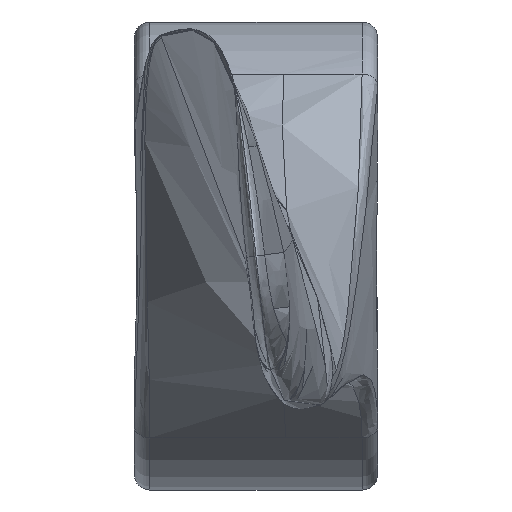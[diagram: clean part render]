
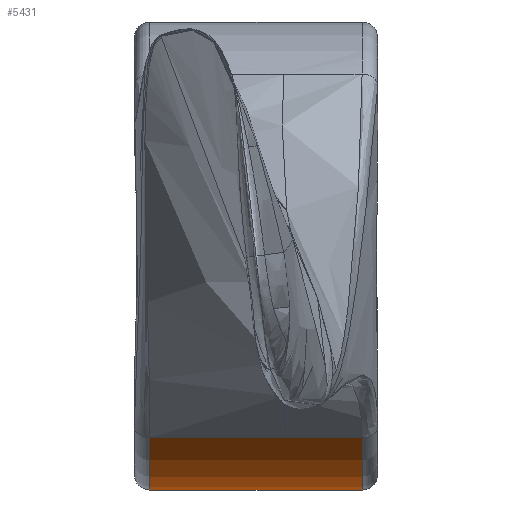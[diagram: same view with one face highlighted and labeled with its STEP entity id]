
A CAD part, front view. The second image highlights one B-rep face of the part: STEP entity #5431.
In plain terms, the highlighted cylindrical face has radius 7.5 mm (diameter 15 mm), a partial arc.
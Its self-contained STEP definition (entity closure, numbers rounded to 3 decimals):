
#2073=CARTESIAN_POINT('Vertex',(3.4,-4.714,-5.833)) ;
#2076=CARTESIAN_POINT('Axis2P3D Location',(3.4,0.,0.)) ;
#2080=CARTESIAN_POINT('Vertex',(3.4,0.,-7.5)) ;
#3730=CARTESIAN_POINT('Vertex',(-3.4,-4.714,-5.833)) ;
#3748=CARTESIAN_POINT('Axis2P3D Location',(-3.4,0.,0.)) ;
#3752=CARTESIAN_POINT('Vertex',(-3.4,0.,-7.5)) ;
#5402=CARTESIAN_POINT('Axis2P3D Location',(0.,0.,0.)) ;
#5407=CARTESIAN_POINT('Line Origine',(0.,-4.714,-5.833)) ;
#5411=CARTESIAN_POINT('Vertex',(0.955,-4.714,-5.833)) ;
#5414=CARTESIAN_POINT('Line Origine',(0.,-4.714,-5.833)) ;
#5419=CARTESIAN_POINT('Line Origine',(0.,0.,-7.5)) ;
#2077=DIRECTION('Axis2P3D Direction',(1.,0.,0.)) ;
#3749=DIRECTION('Axis2P3D Direction',(1.,0.,0.)) ;
#5403=DIRECTION('Axis2P3D Direction',(1.,0.,0.)) ;
#5404=DIRECTION('Axis2P3D XDirection',(0.,-1.,0.)) ;
#5408=DIRECTION('Vector Direction',(1.,0.,0.)) ;
#5415=DIRECTION('Vector Direction',(1.,0.,0.)) ;
#5420=DIRECTION('Vector Direction',(1.,0.,0.)) ;
#2078=AXIS2_PLACEMENT_3D('Circle Axis2P3D',#2076,#2077,$) ;
#3750=AXIS2_PLACEMENT_3D('Circle Axis2P3D',#3748,#3749,$) ;
#5405=AXIS2_PLACEMENT_3D('Cylinder Axis2P3D',#5402,#5403,#5404) ;
#5425=ORIENTED_EDGE('',*,*,#2082,.F.) ;
#5426=ORIENTED_EDGE('',*,*,#5413,.F.) ;
#5427=ORIENTED_EDGE('',*,*,#5418,.F.) ;
#5428=ORIENTED_EDGE('',*,*,#3754,.T.) ;
#5429=ORIENTED_EDGE('',*,*,#5423,.T.) ;
#5409=VECTOR('Line Direction',#5408,1.) ;
#5416=VECTOR('Line Direction',#5415,1.) ;
#5421=VECTOR('Line Direction',#5420,1.) ;
#5431=ADVANCED_FACE('RH',(#5430),#5406,.T.) ;
#2079=CIRCLE('generated circle',#2078,7.5) ;
#3751=CIRCLE('generated circle',#3750,7.5) ;
#5406=CYLINDRICAL_SURFACE('generated cylinder',#5405,7.5) ;
#2082=EDGE_CURVE('',#2074,#2081,#2079,.T.) ;
#3754=EDGE_CURVE('',#3731,#3753,#3751,.T.) ;
#5413=EDGE_CURVE('',#5412,#2074,#5410,.T.) ;
#5418=EDGE_CURVE('',#3731,#5412,#5417,.T.) ;
#5423=EDGE_CURVE('',#3753,#2081,#5422,.T.) ;
#5424=EDGE_LOOP('',(#5425,#5426,#5427,#5428,#5429)) ;
#5430=FACE_OUTER_BOUND('',#5424,.T.) ;
#5410=LINE('Line',#5407,#5409) ;
#5417=LINE('Line',#5414,#5416) ;
#5422=LINE('Line',#5419,#5421) ;
#2074=VERTEX_POINT('',#2073) ;
#2081=VERTEX_POINT('',#2080) ;
#3731=VERTEX_POINT('',#3730) ;
#3753=VERTEX_POINT('',#3752) ;
#5412=VERTEX_POINT('',#5411) ;
